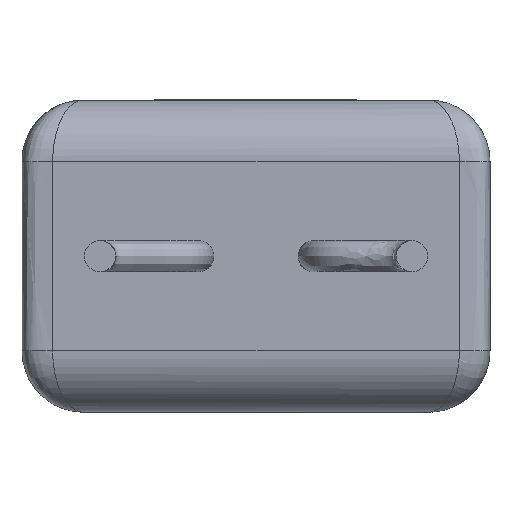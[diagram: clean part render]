
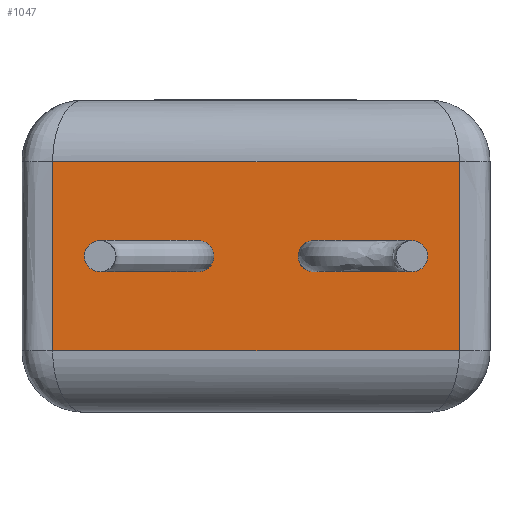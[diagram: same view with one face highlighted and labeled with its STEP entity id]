
A CAD part, front view. The second image highlights one B-rep face of the part: STEP entity #1047.
In plain terms, the highlighted planar face has unit normal (0, -1, 0).
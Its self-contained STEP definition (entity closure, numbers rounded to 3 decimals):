
#90 = EDGE_CURVE ( 'NONE', #665, #1455, #2499, .T. ) ;
#211 = CARTESIAN_POINT ( 'NONE',  ( 4.75, 0., 2.795 ) ) ;
#354 = VERTEX_POINT ( 'NONE', #6562 ) ;
#362 = DIRECTION ( 'NONE',  ( 0., 0., 1. ) ) ;
#369 = EDGE_CURVE ( 'NONE', #3883, #1723, #974, .T. ) ;
#379 = CARTESIAN_POINT ( 'NONE',  ( 7.12, 0., 4.08 ) ) ;
#403 = AXIS2_PLACEMENT_3D ( 'NONE', #1127, #621, #4719 ) ;
#416 = CARTESIAN_POINT ( 'NONE',  ( 4.75, 0., 2.54 ) ) ;
#453 = DIRECTION ( 'NONE',  ( 0., 1., 0. ) ) ;
#480 = CARTESIAN_POINT ( 'NONE',  ( 0., 0., 5.08 ) ) ;
#621 = DIRECTION ( 'NONE',  ( 0., -1., 0. ) ) ;
#665 = VERTEX_POINT ( 'NONE', #211 ) ;
#680 = LINE ( 'NONE', #1771, #3902 ) ;
#724 = EDGE_LOOP ( 'NONE', ( #2225, #4380 ) ) ;
#788 = CARTESIAN_POINT ( 'NONE',  ( 4.75, 0., 2.285 ) ) ;
#882 = VERTEX_POINT ( 'NONE', #6106 ) ;
#974 = B_SPLINE_CURVE_WITH_KNOTS ( 'NONE', 3,
 ( #6589, #1938, #1441, #3469 ),
 .UNSPECIFIED., .F., .F.,
 ( 4, 4 ),
 ( 0.197, 0.803 ),
 .UNSPECIFIED. ) ;
#1047 = ADVANCED_FACE ( 'NONE', ( #6433, #4633, #3676 ), #6689, .F. ) ;
#1127 = CARTESIAN_POINT ( 'NONE',  ( 2.87, 0., 2.54 ) ) ;
#1150 = B_SPLINE_CURVE_WITH_KNOTS ( 'NONE', 3,
 ( #4932, #3933, #6073, #379 ),
 .UNSPECIFIED., .F., .F.,
 ( 4, 4 ),
 ( 0.197, 0.803 ),
 .UNSPECIFIED. ) ;
#1441 = CARTESIAN_POINT ( 'NONE',  ( 0.5, 0., 2.027 ) ) ;
#1455 = VERTEX_POINT ( 'NONE', #788 ) ;
#1655 = LINE ( 'NONE', #5083, #4219 ) ;
#1723 = VERTEX_POINT ( 'NONE', #2352 ) ;
#1771 = CARTESIAN_POINT ( 'NONE',  ( 7.12, 0., 1. ) ) ;
#1938 = CARTESIAN_POINT ( 'NONE',  ( 0.5, 0., 3.053 ) ) ;
#1969 = CARTESIAN_POINT ( 'NONE',  ( 7.12, 0., 1. ) ) ;
#2117 = AXIS2_PLACEMENT_3D ( 'NONE', #5117, #5635, #6683 ) ;
#2225 = ORIENTED_EDGE ( 'NONE', *, *, #5383, .F. ) ;
#2288 = EDGE_CURVE ( 'NONE', #1455, #665, #5701, .T. ) ;
#2352 = CARTESIAN_POINT ( 'NONE',  ( 0.5, 0., 1. ) ) ;
#2377 = ORIENTED_EDGE ( 'NONE', *, *, #369, .T. ) ;
#2466 = DIRECTION ( 'NONE',  ( 0., -1., 0. ) ) ;
#2470 = EDGE_LOOP ( 'NONE', ( #2377, #5977, #6102, #5488 ) ) ;
#2499 = CIRCLE ( 'NONE', #2117, 0.255 ) ;
#2505 = DIRECTION ( 'NONE',  ( 0., 0., -1. ) ) ;
#2860 = EDGE_LOOP ( 'NONE', ( #4374, #3160 ) ) ;
#3000 = EDGE_CURVE ( 'NONE', #1723, #4143, #680, .T. ) ;
#3028 = DIRECTION ( 'NONE',  ( 0., 0., 1. ) ) ;
#3160 = ORIENTED_EDGE ( 'NONE', *, *, #2288, .T. ) ;
#3346 = EDGE_CURVE ( 'NONE', #882, #3883, #1655, .T. ) ;
#3437 = CARTESIAN_POINT ( 'NONE',  ( 2.87, 0., 2.54 ) ) ;
#3469 = CARTESIAN_POINT ( 'NONE',  ( 0.5, 0., 1. ) ) ;
#3539 = DIRECTION ( 'NONE',  ( -1., 0., 0. ) ) ;
#3676 = FACE_BOUND ( 'NONE', #724, .T. ) ;
#3883 = VERTEX_POINT ( 'NONE', #5421 ) ;
#3902 = VECTOR ( 'NONE', #4399, 1000. ) ;
#3933 = CARTESIAN_POINT ( 'NONE',  ( 7.12, 0., 2.027 ) ) ;
#3943 = EDGE_CURVE ( 'NONE', #4143, #882, #1150, .T. ) ;
#4025 = VERTEX_POINT ( 'NONE', #6057 ) ;
#4143 = VERTEX_POINT ( 'NONE', #1969 ) ;
#4219 = VECTOR ( 'NONE', #3539, 1000. ) ;
#4374 = ORIENTED_EDGE ( 'NONE', *, *, #90, .T. ) ;
#4380 = ORIENTED_EDGE ( 'NONE', *, *, #5176, .F. ) ;
#4399 = DIRECTION ( 'NONE',  ( 1., 0., 0. ) ) ;
#4633 = FACE_OUTER_BOUND ( 'NONE', #2470, .T. ) ;
#4719 = DIRECTION ( 'NONE',  ( 0., 0., 1. ) ) ;
#4932 = CARTESIAN_POINT ( 'NONE',  ( 7.12, 0., 1. ) ) ;
#5083 = CARTESIAN_POINT ( 'NONE',  ( 0., 0., 4.08 ) ) ;
#5117 = CARTESIAN_POINT ( 'NONE',  ( 4.75, 0., 2.54 ) ) ;
#5176 = EDGE_CURVE ( 'NONE', #4025, #354, #5548, .T. ) ;
#5383 = EDGE_CURVE ( 'NONE', #354, #4025, #6050, .T. ) ;
#5394 = AXIS2_PLACEMENT_3D ( 'NONE', #480, #453, #3028 ) ;
#5421 = CARTESIAN_POINT ( 'NONE',  ( 0.5, 0., 4.08 ) ) ;
#5488 = ORIENTED_EDGE ( 'NONE', *, *, #3346, .T. ) ;
#5548 = CIRCLE ( 'NONE', #403, 0.255 ) ;
#5576 = DIRECTION ( 'NONE',  ( 0., 1., 0. ) ) ;
#5635 = DIRECTION ( 'NONE',  ( 0., 1., 0. ) ) ;
#5645 = AXIS2_PLACEMENT_3D ( 'NONE', #3437, #2466, #362 ) ;
#5701 = CIRCLE ( 'NONE', #6247, 0.255 ) ;
#5977 = ORIENTED_EDGE ( 'NONE', *, *, #3000, .T. ) ;
#6050 = CIRCLE ( 'NONE', #5645, 0.255 ) ;
#6057 = CARTESIAN_POINT ( 'NONE',  ( 2.87, 0., 2.285 ) ) ;
#6073 = CARTESIAN_POINT ( 'NONE',  ( 7.12, 0., 3.053 ) ) ;
#6102 = ORIENTED_EDGE ( 'NONE', *, *, #3943, .T. ) ;
#6106 = CARTESIAN_POINT ( 'NONE',  ( 7.12, 0., 4.08 ) ) ;
#6247 = AXIS2_PLACEMENT_3D ( 'NONE', #416, #5576, #2505 ) ;
#6433 = FACE_BOUND ( 'NONE', #2860, .T. ) ;
#6562 = CARTESIAN_POINT ( 'NONE',  ( 2.87, 0., 2.795 ) ) ;
#6589 = CARTESIAN_POINT ( 'NONE',  ( 0.5, 0., 4.08 ) ) ;
#6683 = DIRECTION ( 'NONE',  ( 0., 0., -1. ) ) ;
#6689 = PLANE ( 'NONE',  #5394 ) ;
